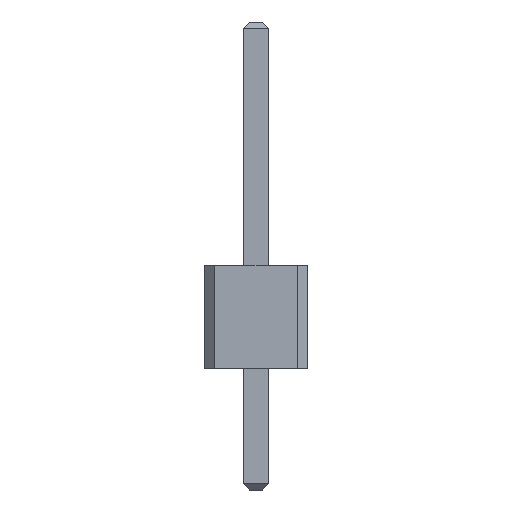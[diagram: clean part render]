
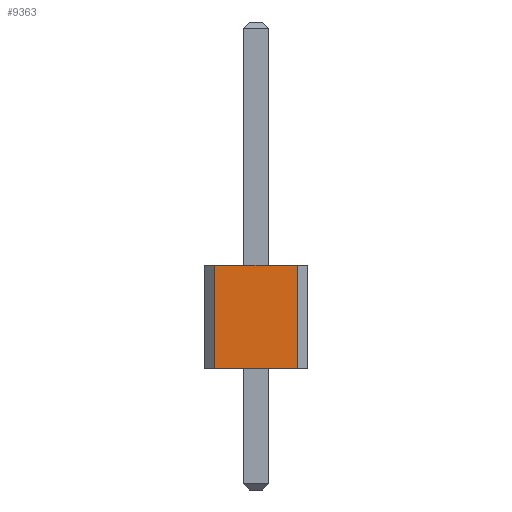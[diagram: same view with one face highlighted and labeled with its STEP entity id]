
A CAD part, front view. The second image highlights one B-rep face of the part: STEP entity #9363.
In plain terms, the highlighted planar face has unit normal (0, -1, 0).
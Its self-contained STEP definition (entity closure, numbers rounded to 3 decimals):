
#911 = VERTEX_POINT('',#912);
#912 = CARTESIAN_POINT('',(1.02,-87.63,0.));
#918 = EDGE_CURVE('',#919,#911,#921,.T.);
#919 = VERTEX_POINT('',#920);
#920 = CARTESIAN_POINT('',(-1.02,-87.63,0.));
#921 = LINE('',#922,#923);
#922 = CARTESIAN_POINT('',(-1.27,-87.63,0.));
#923 = VECTOR('',#924,1.);
#924 = DIRECTION('',(1.,0.,0.));
#3821 = VERTEX_POINT('',#3822);
#3822 = CARTESIAN_POINT('',(-1.02,-87.63,2.54));
#3828 = EDGE_CURVE('',#3821,#3829,#3831,.T.);
#3829 = VERTEX_POINT('',#3830);
#3830 = CARTESIAN_POINT('',(1.02,-87.63,2.54));
#3831 = LINE('',#3832,#3833);
#3832 = CARTESIAN_POINT('',(-1.27,-87.63,2.54));
#3833 = VECTOR('',#3834,1.);
#3834 = DIRECTION('',(1.,0.,0.));
#9353 = EDGE_CURVE('',#919,#3821,#9354,.T.);
#9354 = LINE('',#9355,#9356);
#9355 = CARTESIAN_POINT('',(-1.02,-87.63,0.));
#9356 = VECTOR('',#9357,1.);
#9357 = DIRECTION('',(0.,0.,1.));
#9363 = ADVANCED_FACE('',(#9364),#9375,.F.);
#9364 = FACE_BOUND('',#9365,.F.);
#9365 = EDGE_LOOP('',(#9366,#9367,#9368,#9369));
#9366 = ORIENTED_EDGE('',*,*,#918,.F.);
#9367 = ORIENTED_EDGE('',*,*,#9353,.T.);
#9368 = ORIENTED_EDGE('',*,*,#3828,.T.);
#9369 = ORIENTED_EDGE('',*,*,#9370,.F.);
#9370 = EDGE_CURVE('',#911,#3829,#9371,.T.);
#9371 = LINE('',#9372,#9373);
#9372 = CARTESIAN_POINT('',(1.02,-87.63,0.));
#9373 = VECTOR('',#9374,1.);
#9374 = DIRECTION('',(0.,0.,1.));
#9375 = PLANE('',#9376);
#9376 = AXIS2_PLACEMENT_3D('',#9377,#9378,#9379);
#9377 = CARTESIAN_POINT('',(-1.27,-87.63,0.));
#9378 = DIRECTION('',(0.,1.,0.));
#9379 = DIRECTION('',(1.,0.,0.));
